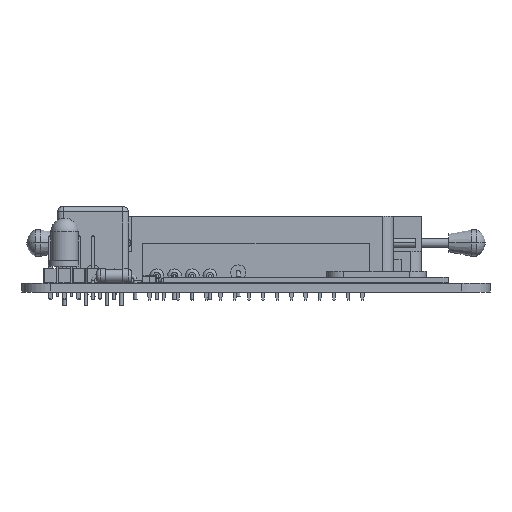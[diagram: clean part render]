
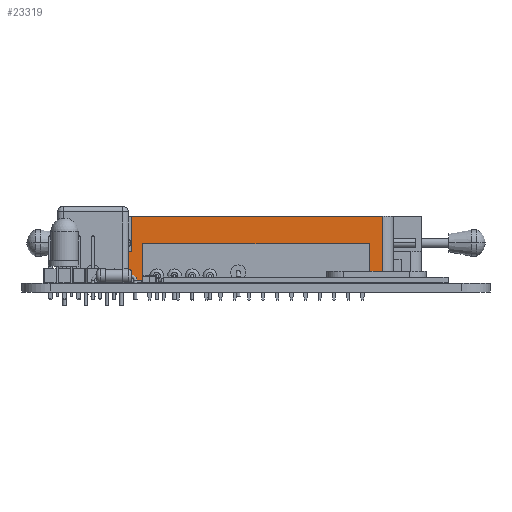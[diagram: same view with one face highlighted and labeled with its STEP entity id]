
A CAD part, left-side view. The second image highlights one B-rep face of the part: STEP entity #23319.
In plain terms, the highlighted face is planar.
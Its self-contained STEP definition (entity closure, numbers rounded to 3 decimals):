
#22258 = EDGE_CURVE('',#22259,#22261,#22263,.T.);
#22259 = VERTEX_POINT('',#22260);
#22260 = CARTESIAN_POINT('',(11.43,-22.35,11.94));
#22261 = VERTEX_POINT('',#22262);
#22262 = CARTESIAN_POINT('',(11.43,22.68,11.94));
#22263 = LINE('',#22264,#22265);
#22264 = CARTESIAN_POINT('',(11.43,25.98,11.94));
#22265 = VECTOR('',#22266,1.);
#22266 = DIRECTION('',(0.,1.,-0.));
#23319 = ADVANCED_FACE('',(#23320),#23361,.F.);
#23320 = FACE_BOUND('',#23321,.T.);
#23321 = EDGE_LOOP('',(#23322,#23332,#23338,#23339,#23347,#23355));
#23322 = ORIENTED_EDGE('',*,*,#23323,.T.);
#23323 = EDGE_CURVE('',#23324,#23326,#23328,.T.);
#23324 = VERTEX_POINT('',#23325);
#23325 = CARTESIAN_POINT('',(11.43,-27.65,0.51));
#23326 = VERTEX_POINT('',#23327);
#23327 = CARTESIAN_POINT('',(11.43,22.68,0.51));
#23328 = LINE('',#23329,#23330);
#23329 = CARTESIAN_POINT('',(11.43,25.98,0.51));
#23330 = VECTOR('',#23331,1.);
#23331 = DIRECTION('',(0.,1.,0.));
#23332 = ORIENTED_EDGE('',*,*,#23333,.T.);
#23333 = EDGE_CURVE('',#23326,#22261,#23334,.T.);
#23334 = LINE('',#23335,#23336);
#23335 = CARTESIAN_POINT('',(11.43,22.68,11.94));
#23336 = VECTOR('',#23337,1.);
#23337 = DIRECTION('',(-0.,-0.,1.));
#23338 = ORIENTED_EDGE('',*,*,#22258,.F.);
#23339 = ORIENTED_EDGE('',*,*,#23340,.F.);
#23340 = EDGE_CURVE('',#23341,#22259,#23343,.T.);
#23341 = VERTEX_POINT('',#23342);
#23342 = CARTESIAN_POINT('',(11.43,-22.35,5.64));
#23343 = LINE('',#23344,#23345);
#23344 = CARTESIAN_POINT('',(11.43,-22.35,5.64));
#23345 = VECTOR('',#23346,1.);
#23346 = DIRECTION('',(-0.,-0.,1.));
#23347 = ORIENTED_EDGE('',*,*,#23348,.F.);
#23348 = EDGE_CURVE('',#23349,#23341,#23351,.T.);
#23349 = VERTEX_POINT('',#23350);
#23350 = CARTESIAN_POINT('',(11.43,-27.65,5.64));
#23351 = LINE('',#23352,#23353);
#23352 = CARTESIAN_POINT('',(11.43,-29.65,5.64));
#23353 = VECTOR('',#23354,1.);
#23354 = DIRECTION('',(0.,1.,0.));
#23355 = ORIENTED_EDGE('',*,*,#23356,.T.);
#23356 = EDGE_CURVE('',#23349,#23324,#23357,.T.);
#23357 = LINE('',#23358,#23359);
#23358 = CARTESIAN_POINT('',(11.43,-27.65,11.94));
#23359 = VECTOR('',#23360,1.);
#23360 = DIRECTION('',(0.,0.,-1.));
#23361 = PLANE('',#23362);
#23362 = AXIS2_PLACEMENT_3D('',#23363,#23364,#23365);
#23363 = CARTESIAN_POINT('',(11.43,25.98,11.94));
#23364 = DIRECTION('',(-1.,0.,0.));
#23365 = DIRECTION('',(0.,-1.,0.));
